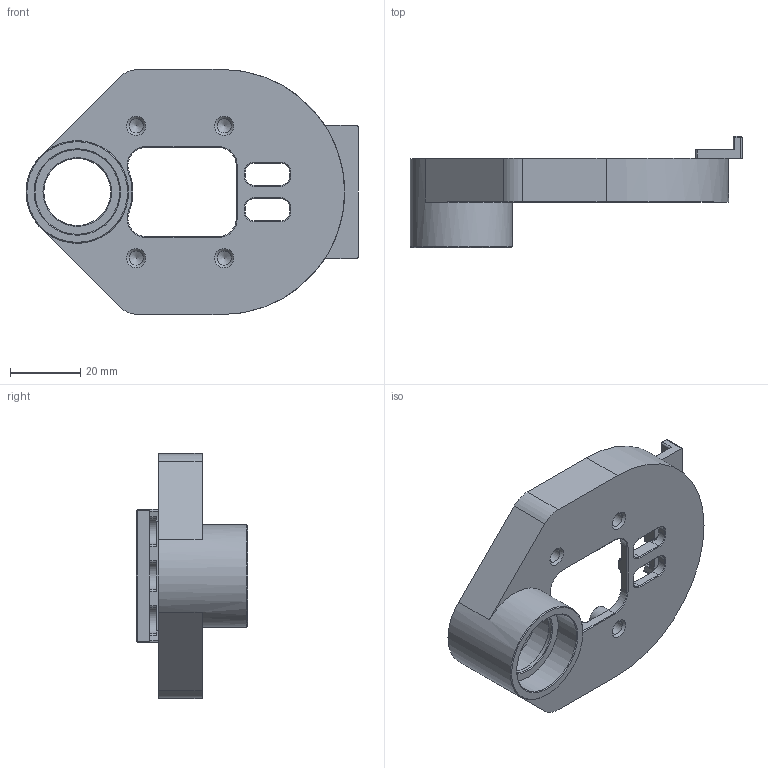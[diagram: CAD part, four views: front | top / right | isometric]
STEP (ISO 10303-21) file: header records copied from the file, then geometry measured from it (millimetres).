
FILE_DESCRIPTION(/* description */ (''),/* implementation_level */ '2;1');
FILE_NAME(/* name */ 'C3 v8.step',/* time_stamp */ '2025-09-01T22:11:29-04:00',/* author */ (''),/* organization */ (''),/* preprocessor_version */ 'ST-DEVELOPER v20.1',/* originating_system */ 'Autodesk Translation Framework v14.10.0.0',/* authorisation */ '');
FILE_SCHEMA (('AUTOMOTIVE_DESIGN { 1 0 10303 214 3 1 1 }'));
Length unit declared in the file: inch
Products named in the file (1): C3
Bounding box: 94.61 x 31.75 x 69.85 mm (x, y, z)
Volume: 24459.3 mm3; surface area: 19313.7 mm2
Topology: 1 solids, 1 shells, 221 faces, 555 edges, 341 vertices
Faces by surface type: cylinder 86, plane 76, cone 34, torus 25
Full cylindrical faces by diameter (mm): 4.064 x4, 6.35 x4, 19.05 x2, 24.13 x3, 29.21 x1
Entity records: 6665 total; most frequent: DIRECTION 1228, CARTESIAN_POINT 1172, ORIENTED_EDGE 1102, EDGE_CURVE 551, AXIS2_PLACEMENT_3D 465, VERTEX_POINT 341, LINE 298, VECTOR 298
